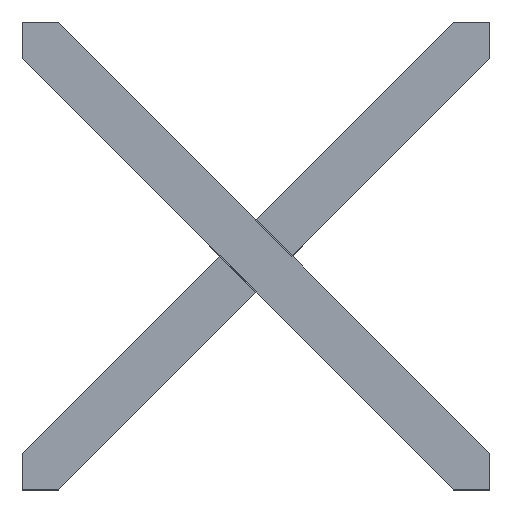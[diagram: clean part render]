
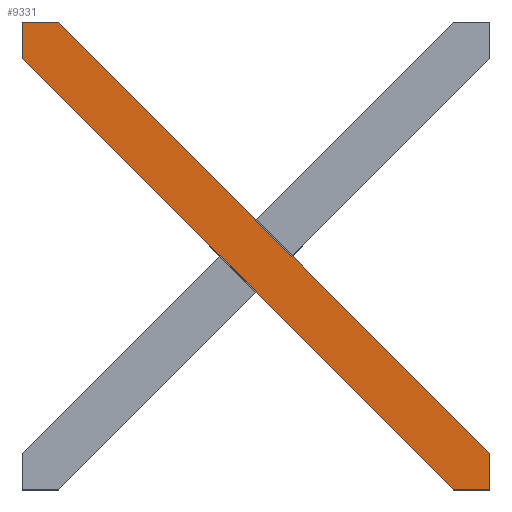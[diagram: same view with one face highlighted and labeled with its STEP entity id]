
A CAD part, top view. The second image highlights one B-rep face of the part: STEP entity #9331.
In plain terms, the highlighted planar face has unit normal (0, 0, 1).
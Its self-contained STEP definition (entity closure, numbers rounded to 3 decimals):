
#41 = PLANE ( 'NONE',  #851 ) ;
#147 = CARTESIAN_POINT ( 'NONE',  ( 8.45, -0.035, 12. ) ) ;
#179 = DIRECTION ( 'NONE',  ( -0.707, -0.707, 0. ) ) ;
#263 = CARTESIAN_POINT ( 'NONE',  ( -8.485, 0., 12. ) ) ;
#733 = VERTEX_POINT ( 'NONE', #2964 ) ;
#783 = EDGE_CURVE ( 'NONE', #5090, #8526, #3077, .T. ) ;
#835 = VECTOR ( 'NONE', #10779, 1000. ) ;
#851 = AXIS2_PLACEMENT_3D ( 'NONE', #7434, #11476, #8317 ) ;
#948 = ORIENTED_EDGE ( 'NONE', *, *, #4413, .T. ) ;
#977 = CARTESIAN_POINT ( 'NONE',  ( 0., 8.485, 12. ) ) ;
#1280 = VERTEX_POINT ( 'NONE', #12512 ) ;
#1458 = DIRECTION ( 'NONE',  ( 0.707, 0.707, 0. ) ) ;
#1646 = VECTOR ( 'NONE', #179, 1000. ) ;
#1786 = VECTOR ( 'NONE', #12289, 1000. ) ;
#1946 = CARTESIAN_POINT ( 'NONE',  ( 8.485, 0., 12. ) ) ;
#2110 = VECTOR ( 'NONE', #4214, 1000. ) ;
#2251 = VERTEX_POINT ( 'NONE', #8282 ) ;
#2298 = VERTEX_POINT ( 'NONE', #263 ) ;
#2337 = VECTOR ( 'NONE', #1458, 1000. ) ;
#2365 = ORIENTED_EDGE ( 'NONE', *, *, #6628, .F. ) ;
#2597 = EDGE_CURVE ( 'NONE', #5090, #7208, #9383, .T. ) ;
#2841 = EDGE_CURVE ( 'NONE', #8526, #2251, #8732, .T. ) ;
#2951 = CARTESIAN_POINT ( 'NONE',  ( 8.45, -0.035, 12. ) ) ;
#2964 = CARTESIAN_POINT ( 'NONE',  ( 55., -55., 12. ) ) ;
#2966 = DIRECTION ( 'NONE',  ( -0.707, -0.707, 0. ) ) ;
#3077 = LINE ( 'NONE', #4969, #1646 ) ;
#3450 = VECTOR ( 'NONE', #8688, 1000. ) ;
#3548 = EDGE_CURVE ( 'NONE', #1280, #12422, #4058, .T. ) ;
#3625 = EDGE_CURVE ( 'NONE', #12422, #733, #9087, .T. ) ;
#4058 = LINE ( 'NONE', #6428, #6829 ) ;
#4214 = DIRECTION ( 'NONE',  ( 0.707, -0.707, 0. ) ) ;
#4276 = CARTESIAN_POINT ( 'NONE',  ( -46.515, 55., 12. ) ) ;
#4343 = LINE ( 'NONE', #8167, #7260 ) ;
#4406 = DIRECTION ( 'NONE',  ( 0.707, -0.707, 0. ) ) ;
#4413 = EDGE_CURVE ( 'NONE', #6049, #12811, #8272, .T. ) ;
#4567 = VERTEX_POINT ( 'NONE', #1946 ) ;
#4650 = CARTESIAN_POINT ( 'NONE',  ( 0.035, -8.45, 12. ) ) ;
#4782 = ORIENTED_EDGE ( 'NONE', *, *, #12023, .F. ) ;
#4788 = ORIENTED_EDGE ( 'NONE', *, *, #2597, .T. ) ;
#4969 = CARTESIAN_POINT ( 'NONE',  ( -4.243, 4.243, 12. ) ) ;
#5084 = LINE ( 'NONE', #12929, #2337 ) ;
#5090 = VERTEX_POINT ( 'NONE', #977 ) ;
#5106 = EDGE_LOOP ( 'NONE', ( #9017, #12331, #7847, #4788, #9639, #948, #11294, #2365, #4782, #9926, #5892, #5419, #11676, #11382 ) ) ;
#5170 = CARTESIAN_POINT ( 'NONE',  ( 8.485, 0., 12. ) ) ;
#5419 = ORIENTED_EDGE ( 'NONE', *, *, #3625, .T. ) ;
#5521 = EDGE_CURVE ( 'NONE', #12811, #2298, #12939, .T. ) ;
#5734 = CARTESIAN_POINT ( 'NONE',  ( 55., -46.515, 12. ) ) ;
#5863 = VERTEX_POINT ( 'NONE', #12554 ) ;
#5892 = ORIENTED_EDGE ( 'NONE', *, *, #3548, .T. ) ;
#5915 = VECTOR ( 'NONE', #8168, 1000. ) ;
#5965 = CARTESIAN_POINT ( 'NONE',  ( -55., 46.515, 12. ) ) ;
#6049 = VERTEX_POINT ( 'NONE', #10027 ) ;
#6136 = CARTESIAN_POINT ( 'NONE',  ( -0.035, 8.45, 12. ) ) ;
#6229 = LINE ( 'NONE', #4650, #3450 ) ;
#6428 = CARTESIAN_POINT ( 'NONE',  ( 0., -8.485, 12. ) ) ;
#6628 = EDGE_CURVE ( 'NONE', #10563, #2298, #11463, .T. ) ;
#6829 = VECTOR ( 'NONE', #4406, 1000. ) ;
#6910 = VECTOR ( 'NONE', #7116, 1000. ) ;
#7116 = DIRECTION ( 'NONE',  ( -0.707, 0.707, 0. ) ) ;
#7192 = CARTESIAN_POINT ( 'NONE',  ( -8.521, -0.035, 12. ) ) ;
#7197 = EDGE_CURVE ( 'NONE', #7208, #6049, #4343, .T. ) ;
#7208 = VERTEX_POINT ( 'NONE', #4276 ) ;
#7260 = VECTOR ( 'NONE', #8216, 1000. ) ;
#7413 = FACE_OUTER_BOUND ( 'NONE', #5106, .T. ) ;
#7434 = CARTESIAN_POINT ( 'NONE',  ( 0., 0., 12. ) ) ;
#7743 = DIRECTION ( 'NONE',  ( 0., -1., 0. ) ) ;
#7847 = ORIENTED_EDGE ( 'NONE', *, *, #783, .F. ) ;
#8167 = CARTESIAN_POINT ( 'NONE',  ( -55., 55., 12. ) ) ;
#8168 = DIRECTION ( 'NONE',  ( 0.707, 0.707, 0. ) ) ;
#8216 = DIRECTION ( 'NONE',  ( -1., 0., 0. ) ) ;
#8272 = LINE ( 'NONE', #12571, #10054 ) ;
#8282 = CARTESIAN_POINT ( 'NONE',  ( 8.45, -0.035, 12. ) ) ;
#8317 = DIRECTION ( 'NONE',  ( 1., 0., 0. ) ) ;
#8371 = CARTESIAN_POINT ( 'NONE',  ( -8.45, 0.035, 12. ) ) ;
#8526 = VERTEX_POINT ( 'NONE', #6136 ) ;
#8664 = LINE ( 'NONE', #2951, #5915 ) ;
#8688 = DIRECTION ( 'NONE',  ( -0.707, 0.707, 0. ) ) ;
#8732 = LINE ( 'NONE', #147, #2110 ) ;
#8875 = EDGE_CURVE ( 'NONE', #10712, #4567, #11731, .T. ) ;
#9017 = ORIENTED_EDGE ( 'NONE', *, *, #10828, .F. ) ;
#9087 = LINE ( 'NONE', #12771, #835 ) ;
#9331 = ADVANCED_FACE ( 'NONE', ( #7413 ), #41, .T. ) ;
#9383 = LINE ( 'NONE', #12154, #1786 ) ;
#9458 = VECTOR ( 'NONE', #9512, 1000. ) ;
#9512 = DIRECTION ( 'NONE',  ( 0., 1., 0. ) ) ;
#9639 = ORIENTED_EDGE ( 'NONE', *, *, #7197, .T. ) ;
#9682 = VECTOR ( 'NONE', #2966, 1000. ) ;
#9768 = LINE ( 'NONE', #12751, #9458 ) ;
#9796 = CARTESIAN_POINT ( 'NONE',  ( 46.515, -55., 12. ) ) ;
#9926 = ORIENTED_EDGE ( 'NONE', *, *, #11951, .F. ) ;
#10022 = CARTESIAN_POINT ( 'NONE',  ( -55., 46.515, 12. ) ) ;
#10027 = CARTESIAN_POINT ( 'NONE',  ( -55., 55., 12. ) ) ;
#10054 = VECTOR ( 'NONE', #7743, 1000. ) ;
#10563 = VERTEX_POINT ( 'NONE', #8371 ) ;
#10712 = VERTEX_POINT ( 'NONE', #5734 ) ;
#10779 = DIRECTION ( 'NONE',  ( 1., 0., 0. ) ) ;
#10828 = EDGE_CURVE ( 'NONE', #2251, #4567, #8664, .T. ) ;
#10996 = VECTOR ( 'NONE', #12271, 1000. ) ;
#11294 = ORIENTED_EDGE ( 'NONE', *, *, #5521, .T. ) ;
#11382 = ORIENTED_EDGE ( 'NONE', *, *, #8875, .T. ) ;
#11463 = LINE ( 'NONE', #7192, #9682 ) ;
#11476 = DIRECTION ( 'NONE',  ( 0., 0., 1. ) ) ;
#11676 = ORIENTED_EDGE ( 'NONE', *, *, #11803, .T. ) ;
#11731 = LINE ( 'NONE', #5170, #6910 ) ;
#11803 = EDGE_CURVE ( 'NONE', #733, #10712, #9768, .T. ) ;
#11951 = EDGE_CURVE ( 'NONE', #1280, #5863, #5084, .T. ) ;
#12023 = EDGE_CURVE ( 'NONE', #5863, #10563, #6229, .T. ) ;
#12154 = CARTESIAN_POINT ( 'NONE',  ( -46.515, 55., 12. ) ) ;
#12271 = DIRECTION ( 'NONE',  ( 0.707, -0.707, 0. ) ) ;
#12289 = DIRECTION ( 'NONE',  ( -0.707, 0.707, 0. ) ) ;
#12331 = ORIENTED_EDGE ( 'NONE', *, *, #2841, .F. ) ;
#12422 = VERTEX_POINT ( 'NONE', #9796 ) ;
#12512 = CARTESIAN_POINT ( 'NONE',  ( 0., -8.485, 12. ) ) ;
#12554 = CARTESIAN_POINT ( 'NONE',  ( 0.035, -8.45, 12. ) ) ;
#12571 = CARTESIAN_POINT ( 'NONE',  ( -55., 55., 12. ) ) ;
#12751 = CARTESIAN_POINT ( 'NONE',  ( 55., -46.515, 12. ) ) ;
#12771 = CARTESIAN_POINT ( 'NONE',  ( 46.515, -55., 12. ) ) ;
#12811 = VERTEX_POINT ( 'NONE', #10022 ) ;
#12929 = CARTESIAN_POINT ( 'NONE',  ( 4.243, -4.243, 12. ) ) ;
#12939 = LINE ( 'NONE', #5965, #10996 ) ;
